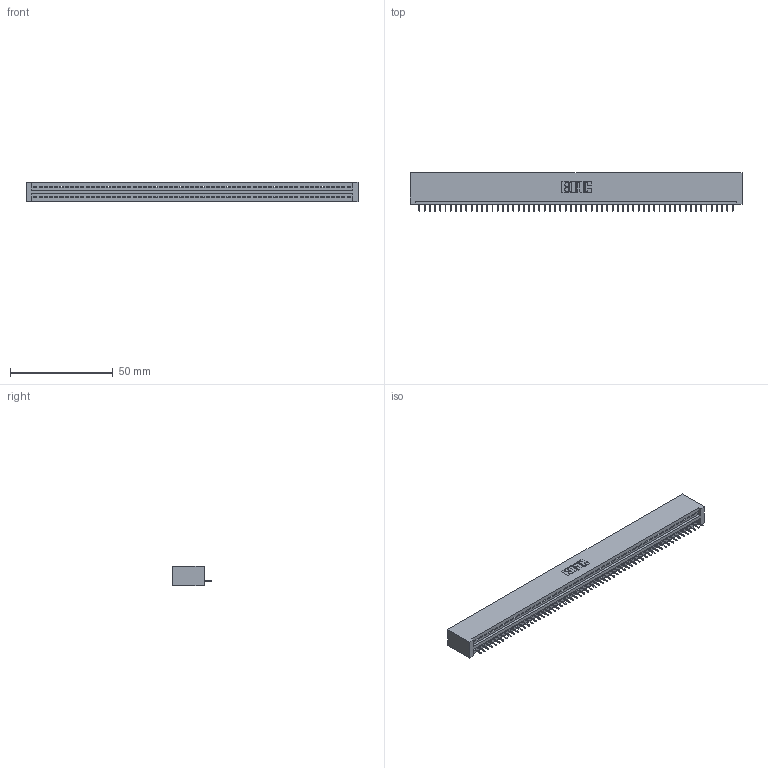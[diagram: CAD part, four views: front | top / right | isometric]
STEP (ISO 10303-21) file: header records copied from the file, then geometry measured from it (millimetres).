
FILE_DESCRIPTION (( 'STEP AP203' ), '1' );
FILE_NAME ('895-061-525-101.STEP', '2020-09-28T06:23:51', ( '' ), ( '' ), 'SwSTEP 2.0', 'SolidWorks 2020', '' );
FILE_SCHEMA (( 'CONFIG_CONTROL_DESIGN' ));
Length unit declared in the file: inch
Products named in the file (3): 845 Part_No Mounting Lugs; 895-061-525-101; 345-292-001_345-293-125
Assembly tree (62 placements, depth 2):
  895-061-525-101
    845 Part_No Mounting Lugs
    345-292-001_345-293-125  x61
Bounding box: 161.54 x 18.72 x 9.4 mm (x, y, z)
Volume: 15834.6 mm3; surface area: 20660.5 mm2
Topology: 62 solids, 62 shells, 3900 faces, 11297 edges, 7286 vertices
Faces by surface type: plane 2882, cylinder 1018
Entity records: 43149 total; most frequent: CARTESIAN_POINT 7479, ORIENTED_EDGE 7474, DIRECTION 6499, EDGE_CURVE 3737, VECTOR 3373, LINE 3373, VERTEX_POINT 2486, AXIS2_PLACEMENT_3D 1563
